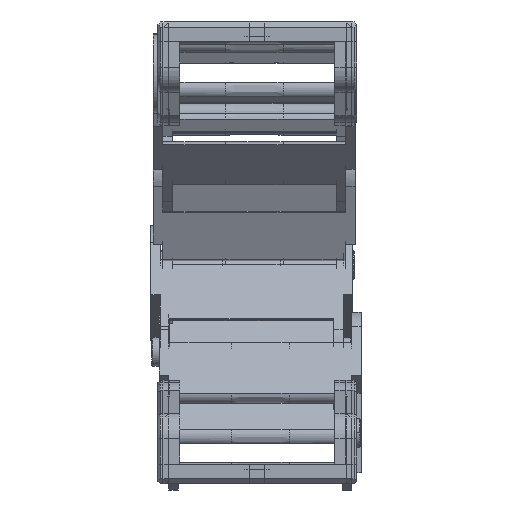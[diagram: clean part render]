
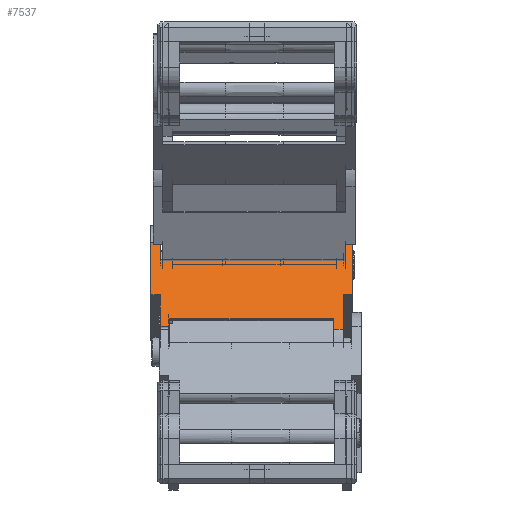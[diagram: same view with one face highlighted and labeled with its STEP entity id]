
A CAD part, front view. The second image highlights one B-rep face of the part: STEP entity #7537.
In plain terms, the highlighted face is planar.
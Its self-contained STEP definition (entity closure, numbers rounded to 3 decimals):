
#5262 = VERTEX_POINT('',#5263);
#5263 = CARTESIAN_POINT('',(-23.23,14.248,15.31));
#5268 = EDGE_CURVE('',#5269,#5262,#5271,.T.);
#5269 = VERTEX_POINT('',#5270);
#5270 = CARTESIAN_POINT('',(-23.23,10.188,15.31));
#5271 = B_SPLINE_CURVE_WITH_KNOTS('',1,(#5272,#5273),.UNSPECIFIED.,.F.,
  .F.,(2,2),(-0.363,0.),.PIECEWISE_BEZIER_KNOTS.);
#5272 = CARTESIAN_POINT('',(-23.23,10.188,15.31));
#5273 = CARTESIAN_POINT('',(-23.23,14.248,15.31));
#5314 = EDGE_CURVE('',#5315,#5269,#5317,.T.);
#5315 = VERTEX_POINT('',#5316);
#5316 = CARTESIAN_POINT('',(-25.08,10.188,15.31));
#5317 = B_SPLINE_CURVE_WITH_KNOTS('',1,(#5318,#5319),.UNSPECIFIED.,.F.,
  .F.,(2,2),(-2.349,-2.164),.PIECEWISE_BEZIER_KNOTS.);
#5318 = CARTESIAN_POINT('',(-25.08,10.188,15.31));
#5319 = CARTESIAN_POINT('',(-23.23,10.188,15.31));
#5359 = EDGE_CURVE('',#5315,#5360,#5362,.T.);
#5360 = VERTEX_POINT('',#5361);
#5361 = CARTESIAN_POINT('',(-25.08,22.568,15.31));
#5362 = B_SPLINE_CURVE_WITH_KNOTS('',1,(#5363,#5364),.UNSPECIFIED.,.F.,
  .F.,(2,2),(7.547,8.785),.PIECEWISE_BEZIER_KNOTS.);
#5363 = CARTESIAN_POINT('',(-25.08,10.188,15.31));
#5364 = CARTESIAN_POINT('',(-25.08,22.568,15.31));
#5416 = EDGE_CURVE('',#5417,#5360,#5419,.T.);
#5417 = VERTEX_POINT('',#5418);
#5418 = CARTESIAN_POINT('',(-23.23,22.568,15.31));
#5419 = B_SPLINE_CURVE_WITH_KNOTS('',1,(#5420,#5421),.UNSPECIFIED.,.F.,
  .F.,(2,2),(0.,0.185),.PIECEWISE_BEZIER_KNOTS.);
#5420 = CARTESIAN_POINT('',(-23.23,22.568,15.31));
#5421 = CARTESIAN_POINT('',(-25.08,22.568,15.31));
#5458 = EDGE_CURVE('',#5459,#5417,#5461,.T.);
#5459 = VERTEX_POINT('',#5460);
#5460 = CARTESIAN_POINT('',(-23.23,30.663,15.31));
#5461 = B_SPLINE_CURVE_WITH_KNOTS('',1,(#5462,#5463),.UNSPECIFIED.,.F.,
  .F.,(2,2),(0.079,0.889),.PIECEWISE_BEZIER_KNOTS.);
#5462 = CARTESIAN_POINT('',(-23.23,30.663,15.31));
#5463 = CARTESIAN_POINT('',(-23.23,22.568,15.31));
#5523 = EDGE_CURVE('',#5524,#5459,#5526,.T.);
#5524 = VERTEX_POINT('',#5525);
#5525 = CARTESIAN_POINT('',(-21.41,30.663,15.31));
#5526 = B_SPLINE_CURVE_WITH_KNOTS('',1,(#5527,#5528),.UNSPECIFIED.,.F.,
  .F.,(2,2),(-0.182,0.),.PIECEWISE_BEZIER_KNOTS.);
#5527 = CARTESIAN_POINT('',(-21.41,30.663,15.31));
#5528 = CARTESIAN_POINT('',(-23.23,30.663,15.31));
#5575 = EDGE_CURVE('',#5576,#5524,#5578,.T.);
#5576 = VERTEX_POINT('',#5577);
#5577 = CARTESIAN_POINT('',(-21.41,28.248,15.31));
#5578 = B_SPLINE_CURVE_WITH_KNOTS('',1,(#5579,#5580),.UNSPECIFIED.,.F.,
  .F.,(2,2),(0.,0.302),.PIECEWISE_BEZIER_KNOTS.);
#5579 = CARTESIAN_POINT('',(-21.41,28.248,15.31));
#5580 = CARTESIAN_POINT('',(-21.41,30.663,15.31));
#5779 = VERTEX_POINT('',#5780);
#5780 = CARTESIAN_POINT('',(10.25,28.248,15.31));
#5785 = EDGE_CURVE('',#5786,#5779,#5788,.T.);
#5786 = VERTEX_POINT('',#5787);
#5787 = CARTESIAN_POINT('',(10.25,30.663,15.31));
#5788 = B_SPLINE_CURVE_WITH_KNOTS('',1,(#5789,#5790),.UNSPECIFIED.,.F.,
  .F.,(2,2),(-0.302,0.),.PIECEWISE_BEZIER_KNOTS.);
#5789 = CARTESIAN_POINT('',(10.25,30.663,15.31));
#5790 = CARTESIAN_POINT('',(10.25,28.248,15.31));
#5823 = EDGE_CURVE('',#5824,#5786,#5826,.T.);
#5824 = VERTEX_POINT('',#5825);
#5825 = CARTESIAN_POINT('',(12.07,30.663,15.31));
#5826 = B_SPLINE_CURVE_WITH_KNOTS('',1,(#5827,#5828),.UNSPECIFIED.,.F.,
  .F.,(2,2),(0.,0.182),.PIECEWISE_BEZIER_KNOTS.);
#5827 = CARTESIAN_POINT('',(12.07,30.663,15.31));
#5828 = CARTESIAN_POINT('',(10.25,30.663,15.31));
#5882 = EDGE_CURVE('',#5824,#5883,#5885,.T.);
#5883 = VERTEX_POINT('',#5884);
#5884 = CARTESIAN_POINT('',(12.07,22.568,15.31));
#5885 = B_SPLINE_CURVE_WITH_KNOTS('',1,(#5886,#5887),.UNSPECIFIED.,.F.,
  .F.,(2,2),(0.079,0.889),.PIECEWISE_BEZIER_KNOTS.);
#5886 = CARTESIAN_POINT('',(12.07,30.663,15.31));
#5887 = CARTESIAN_POINT('',(12.07,22.568,15.31));
#5946 = EDGE_CURVE('',#5947,#5883,#5949,.T.);
#5947 = VERTEX_POINT('',#5948);
#5948 = CARTESIAN_POINT('',(13.92,22.568,15.31));
#5949 = B_SPLINE_CURVE_WITH_KNOTS('',1,(#5950,#5951),.UNSPECIFIED.,.F.,
  .F.,(2,2),(-0.185,0.),.PIECEWISE_BEZIER_KNOTS.);
#5950 = CARTESIAN_POINT('',(13.92,22.568,15.31));
#5951 = CARTESIAN_POINT('',(12.07,22.568,15.31));
#5981 = EDGE_CURVE('',#5982,#5947,#5984,.T.);
#5982 = VERTEX_POINT('',#5983);
#5983 = CARTESIAN_POINT('',(13.92,10.188,15.31));
#5984 = B_SPLINE_CURVE_WITH_KNOTS('',1,(#5985,#5986),.UNSPECIFIED.,.F.,
  .F.,(2,2),(-1.238,0.),.PIECEWISE_BEZIER_KNOTS.);
#5985 = CARTESIAN_POINT('',(13.92,10.188,15.31));
#5986 = CARTESIAN_POINT('',(13.92,22.568,15.31));
#6027 = EDGE_CURVE('',#6028,#5982,#6030,.T.);
#6028 = VERTEX_POINT('',#6029);
#6029 = CARTESIAN_POINT('',(12.07,10.188,15.31));
#6030 = B_SPLINE_CURVE_WITH_KNOTS('',1,(#6031,#6032),.UNSPECIFIED.,.F.,
  .F.,(2,2),(0.25,0.435),.PIECEWISE_BEZIER_KNOTS.);
#6031 = CARTESIAN_POINT('',(12.07,10.188,15.31));
#6032 = CARTESIAN_POINT('',(13.92,10.188,15.31));
#6072 = EDGE_CURVE('',#6073,#6028,#6075,.T.);
#6073 = VERTEX_POINT('',#6074);
#6074 = CARTESIAN_POINT('',(12.07,14.248,15.31));
#6075 = B_SPLINE_CURVE_WITH_KNOTS('',1,(#6076,#6077),.UNSPECIFIED.,.F.,
  .F.,(2,2),(0.,0.363),.PIECEWISE_BEZIER_KNOTS.);
#6076 = CARTESIAN_POINT('',(12.07,14.248,15.31));
#6077 = CARTESIAN_POINT('',(12.07,10.188,15.31));
#7537 = ADVANCED_FACE('',(#7538),#7594,.T.);
#7538 = FACE_BOUND('',#7539,.T.);
#7539 = EDGE_LOOP('',(#7540,#7547,#7555,#7560,#7561,#7562,#7563,#7564,
    #7565,#7566,#7567,#7574,#7582,#7587,#7588,#7589,#7590,#7591,#7592,
    #7593));
#7540 = ORIENTED_EDGE('',*,*,#7541,.T.);
#7541 = EDGE_CURVE('',#5779,#7542,#7544,.T.);
#7542 = VERTEX_POINT('',#7543);
#7543 = CARTESIAN_POINT('',(-0.001,28.248,15.31));
#7544 = B_SPLINE_CURVE_WITH_KNOTS('',1,(#7545,#7546),.UNSPECIFIED.,.F.,
  .F.,(2,2),(0.,1.55),.PIECEWISE_BEZIER_KNOTS.);
#7545 = CARTESIAN_POINT('',(10.25,28.248,15.31));
#7546 = CARTESIAN_POINT('',(-10.25,28.248,15.31));
#7547 = ORIENTED_EDGE('',*,*,#7548,.T.);
#7548 = EDGE_CURVE('',#7542,#7549,#7551,.T.);
#7549 = VERTEX_POINT('',#7550);
#7550 = CARTESIAN_POINT('',(-11.161,28.248,15.31));
#7551 = LINE('',#7552,#7553);
#7552 = CARTESIAN_POINT('',(-0.001,28.248,15.31));
#7553 = VECTOR('',#7554,1.);
#7554 = DIRECTION('',(-1.,-0.,-0.));
#7555 = ORIENTED_EDGE('',*,*,#7556,.T.);
#7556 = EDGE_CURVE('',#7549,#5576,#7557,.T.);
#7557 = B_SPLINE_CURVE_WITH_KNOTS('',1,(#7558,#7559),.UNSPECIFIED.,.F.,
  .F.,(2,2),(0.,1.55),.PIECEWISE_BEZIER_KNOTS.);
#7558 = CARTESIAN_POINT('',(-0.91,28.248,15.31));
#7559 = CARTESIAN_POINT('',(-21.41,28.248,15.31));
#7560 = ORIENTED_EDGE('',*,*,#5575,.T.);
#7561 = ORIENTED_EDGE('',*,*,#5523,.T.);
#7562 = ORIENTED_EDGE('',*,*,#5458,.T.);
#7563 = ORIENTED_EDGE('',*,*,#5416,.T.);
#7564 = ORIENTED_EDGE('',*,*,#5359,.F.);
#7565 = ORIENTED_EDGE('',*,*,#5314,.T.);
#7566 = ORIENTED_EDGE('',*,*,#5268,.T.);
#7567 = ORIENTED_EDGE('',*,*,#7568,.T.);
#7568 = EDGE_CURVE('',#5262,#7569,#7571,.T.);
#7569 = VERTEX_POINT('',#7570);
#7570 = CARTESIAN_POINT('',(-11.162,14.248,15.31));
#7571 = B_SPLINE_CURVE_WITH_KNOTS('',1,(#7572,#7573),.UNSPECIFIED.,.F.,
  .F.,(2,2),(0.,1.914),.PIECEWISE_BEZIER_KNOTS.);
#7572 = CARTESIAN_POINT('',(-23.23,14.248,15.31));
#7573 = CARTESIAN_POINT('',(0.91,14.248,15.31));
#7574 = ORIENTED_EDGE('',*,*,#7575,.F.);
#7575 = EDGE_CURVE('',#7576,#7569,#7578,.T.);
#7576 = VERTEX_POINT('',#7577);
#7577 = CARTESIAN_POINT('',(-0.002,14.248,15.31));
#7578 = LINE('',#7579,#7580);
#7579 = CARTESIAN_POINT('',(-0.002,14.248,15.31));
#7580 = VECTOR('',#7581,1.);
#7581 = DIRECTION('',(-1.,-0.,-0.));
#7582 = ORIENTED_EDGE('',*,*,#7583,.T.);
#7583 = EDGE_CURVE('',#7576,#6073,#7584,.T.);
#7584 = B_SPLINE_CURVE_WITH_KNOTS('',1,(#7585,#7586),.UNSPECIFIED.,.F.,
  .F.,(2,2),(0.,1.914),.PIECEWISE_BEZIER_KNOTS.);
#7585 = CARTESIAN_POINT('',(-12.07,14.248,15.31));
#7586 = CARTESIAN_POINT('',(12.07,14.248,15.31));
#7587 = ORIENTED_EDGE('',*,*,#6072,.T.);
#7588 = ORIENTED_EDGE('',*,*,#6027,.T.);
#7589 = ORIENTED_EDGE('',*,*,#5981,.T.);
#7590 = ORIENTED_EDGE('',*,*,#5946,.T.);
#7591 = ORIENTED_EDGE('',*,*,#5882,.F.);
#7592 = ORIENTED_EDGE('',*,*,#5823,.T.);
#7593 = ORIENTED_EDGE('',*,*,#5785,.T.);
#7594 = PLANE('',#7595);
#7595 = AXIS2_PLACEMENT_3D('',#7596,#7597,#7598);
#7596 = CARTESIAN_POINT('',(-5.58,20.53,15.31));
#7597 = DIRECTION('',(0.,0.,1.));
#7598 = DIRECTION('',(0.,1.,0.));
